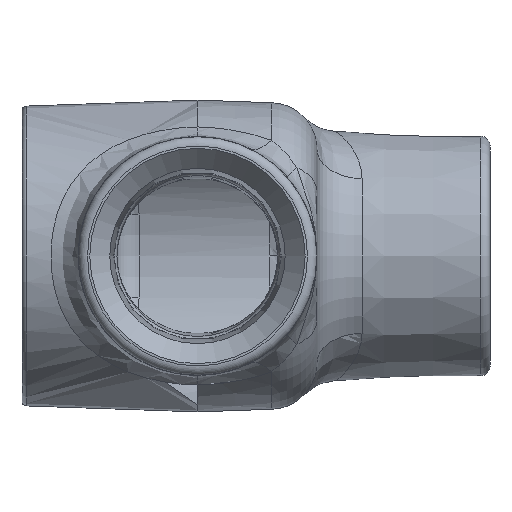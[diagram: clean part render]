
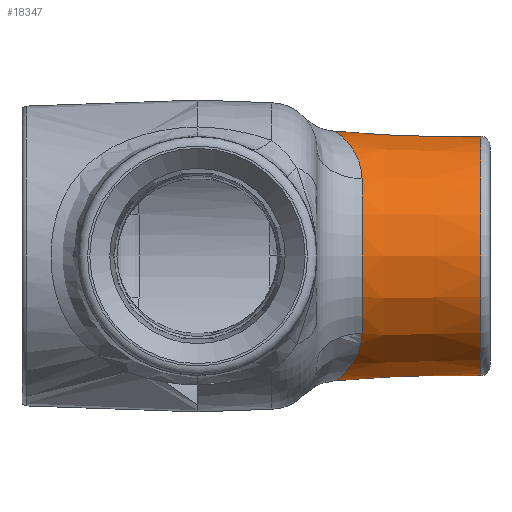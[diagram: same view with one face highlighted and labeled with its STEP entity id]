
A CAD part, left-side view. The second image highlights one B-rep face of the part: STEP entity #18347.
In plain terms, the highlighted conical face has half-angle 2 degrees and reference radius 20.244 mm.
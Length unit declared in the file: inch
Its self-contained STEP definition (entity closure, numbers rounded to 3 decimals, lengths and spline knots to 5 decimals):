
#1448=B_SPLINE_CURVE_WITH_KNOTS('',3,(#48846,#48847,#48848,#48849,#48850,
#48851,#48852),.UNSPECIFIED.,.F.,.F.,(4,1,1,1,4),(0.,0.37805,
1.13416,1.89027,2.64638),.UNSPECIFIED.);
#1449=B_SPLINE_CURVE_WITH_KNOTS('',3,(#48855,#48856,#48857,#48858,#48859,
#48860,#48861),.UNSPECIFIED.,.F.,.F.,(4,1,1,1,4),(0.,0.75612,
1.13417,1.89029,2.6464),.UNSPECIFIED.);
#2852=FACE_OUTER_BOUND('',#3951,.T.);
#3951=EDGE_LOOP('',(#16448,#16449,#16450,#16451,#16452,#16453,#16454,#16455,
#16456,#16457));
#5312=LINE('',#48853,#6746);
#6746=VECTOR('',#22181,0.797);
#7312=CIRCLE('',#19320,0.79911);
#7314=CIRCLE('',#19322,0.79911);
#7315=CIRCLE('',#19323,0.79911);
#7319=CIRCLE('',#19328,0.83296);
#7320=CIRCLE('',#19329,0.83296);
#7327=CIRCLE('',#19342,0.82685);
#8938=VERTEX_POINT('',#48617);
#8939=VERTEX_POINT('',#48618);
#8940=VERTEX_POINT('',#48621);
#8942=VERTEX_POINT('',#48626);
#8944=VERTEX_POINT('',#48630);
#8945=VERTEX_POINT('',#48632);
#8950=VERTEX_POINT('',#48845);
#8951=VERTEX_POINT('',#48854);
#11493=EDGE_CURVE('',#8938,#8939,#7312,.T.);
#11495=EDGE_CURVE('',#8939,#8940,#7314,.T.);
#11496=EDGE_CURVE('',#8940,#8938,#7315,.T.);
#11500=EDGE_CURVE('',#8944,#8945,#7319,.T.);
#11501=EDGE_CURVE('',#8945,#8942,#7320,.T.);
#11516=EDGE_CURVE('',#8942,#8950,#1448,.T.);
#11517=EDGE_CURVE('',#8945,#8940,#5312,.T.);
#11518=EDGE_CURVE('',#8951,#8944,#1449,.T.);
#11519=EDGE_CURVE('',#8950,#8951,#7327,.T.);
#16448=ORIENTED_EDGE('',*,*,#11516,.F.);
#16449=ORIENTED_EDGE('',*,*,#11501,.F.);
#16450=ORIENTED_EDGE('',*,*,#11517,.T.);
#16451=ORIENTED_EDGE('',*,*,#11495,.F.);
#16452=ORIENTED_EDGE('',*,*,#11493,.F.);
#16453=ORIENTED_EDGE('',*,*,#11496,.F.);
#16454=ORIENTED_EDGE('',*,*,#11517,.F.);
#16455=ORIENTED_EDGE('',*,*,#11500,.F.);
#16456=ORIENTED_EDGE('',*,*,#11518,.F.);
#16457=ORIENTED_EDGE('',*,*,#11519,.F.);
#17538=CONICAL_SURFACE('',#19341,0.797,0.035);
#18347=ADVANCED_FACE('',(#2852),#17538,.T.);
#19320=AXIS2_PLACEMENT_3D('',#48619,#22133,#22134);
#19322=AXIS2_PLACEMENT_3D('',#48622,#22137,#22138);
#19323=AXIS2_PLACEMENT_3D('',#48623,#22139,#22140);
#19328=AXIS2_PLACEMENT_3D('',#48633,#22149,#22150);
#19329=AXIS2_PLACEMENT_3D('',#48634,#22151,#22152);
#19341=AXIS2_PLACEMENT_3D('',#48844,#22179,#22180);
#19342=AXIS2_PLACEMENT_3D('',#48862,#22182,#22183);
#22133=DIRECTION('center_axis',(0.,-1.,0.));
#22134=DIRECTION('ref_axis',(1.,0.,0.));
#22137=DIRECTION('center_axis',(0.,-1.,0.));
#22138=DIRECTION('ref_axis',(1.,0.,0.));
#22139=DIRECTION('center_axis',(0.,-1.,0.));
#22140=DIRECTION('ref_axis',(1.,0.,0.));
#22149=DIRECTION('center_axis',(0.,1.,0.));
#22150=DIRECTION('ref_axis',(1.,0.,0.));
#22151=DIRECTION('center_axis',(0.,1.,0.));
#22152=DIRECTION('ref_axis',(1.,0.,0.));
#22179=DIRECTION('center_axis',(0.,1.,0.));
#22180=DIRECTION('ref_axis',(-1.,0.,0.));
#22181=DIRECTION('',(-0.035,-0.999,0.));
#22182=DIRECTION('center_axis',(0.,1.,0.));
#22183=DIRECTION('ref_axis',(-1.,0.,0.));
#48617=CARTESIAN_POINT('',(1.70089,-1.89293,0.));
#48618=CARTESIAN_POINT('',(2.5,-1.89293,-0.79911));
#48619=CARTESIAN_POINT('Origin',(2.5,-1.89293,0.));
#48621=CARTESIAN_POINT('',(3.29911,-1.89293,0.));
#48622=CARTESIAN_POINT('Origin',(2.5,-1.89293,0.));
#48623=CARTESIAN_POINT('Origin',(2.5,-1.89293,0.));
#48626=CARTESIAN_POINT('',(2.5,-0.92337,-0.83296));
#48630=CARTESIAN_POINT('',(2.5,-0.92337,0.83296));
#48632=CARTESIAN_POINT('',(3.33296,-0.92337,0.));
#48633=CARTESIAN_POINT('Origin',(2.5,-0.92337,0.));
#48634=CARTESIAN_POINT('Origin',(2.5,-0.92337,0.));
#48844=CARTESIAN_POINT('Origin',(2.5,-1.95325,0.));
#48845=CARTESIAN_POINT('',(1.85416,-1.09859,-0.5163));
#48846=CARTESIAN_POINT('Ctrl Pts',(2.5,-0.92337,-0.83296));
#48847=CARTESIAN_POINT('Ctrl Pts',(2.46392,-0.92337,
-0.83296));
#48848=CARTESIAN_POINT('Ctrl Pts',(2.3555,-0.93334,
-0.82549));
#48849=CARTESIAN_POINT('Ctrl Pts',(2.18477,-0.99102,
-0.77787));
#48850=CARTESIAN_POINT('Ctrl Pts',(2.00281,-1.07001,-0.67309));
#48851=CARTESIAN_POINT('Ctrl Pts',(1.89913,-1.09859,-0.57255));
#48852=CARTESIAN_POINT('Ctrl Pts',(1.85416,-1.09859,-0.5163));
#48853=CARTESIAN_POINT('',(3.297,-1.95325,0.));
#48854=CARTESIAN_POINT('',(1.85416,-1.09859,0.5163));
#48855=CARTESIAN_POINT('Ctrl Pts',(1.85416,-1.09859,0.5163));
#48856=CARTESIAN_POINT('Ctrl Pts',(1.89913,-1.09859,0.57255));
#48857=CARTESIAN_POINT('Ctrl Pts',(1.9768,-1.07705,0.64802));
#48858=CARTESIAN_POINT('Ctrl Pts',(2.12315,-1.01907,0.74476));
#48859=CARTESIAN_POINT('Ctrl Pts',(2.2844,-0.95167,0.81284));
#48860=CARTESIAN_POINT('Ctrl Pts',(2.42783,-0.92337,
0.83296));
#48861=CARTESIAN_POINT('Ctrl Pts',(2.5,-0.92337,0.83296));
#48862=CARTESIAN_POINT('Origin',(2.5,-1.09859,0.));
